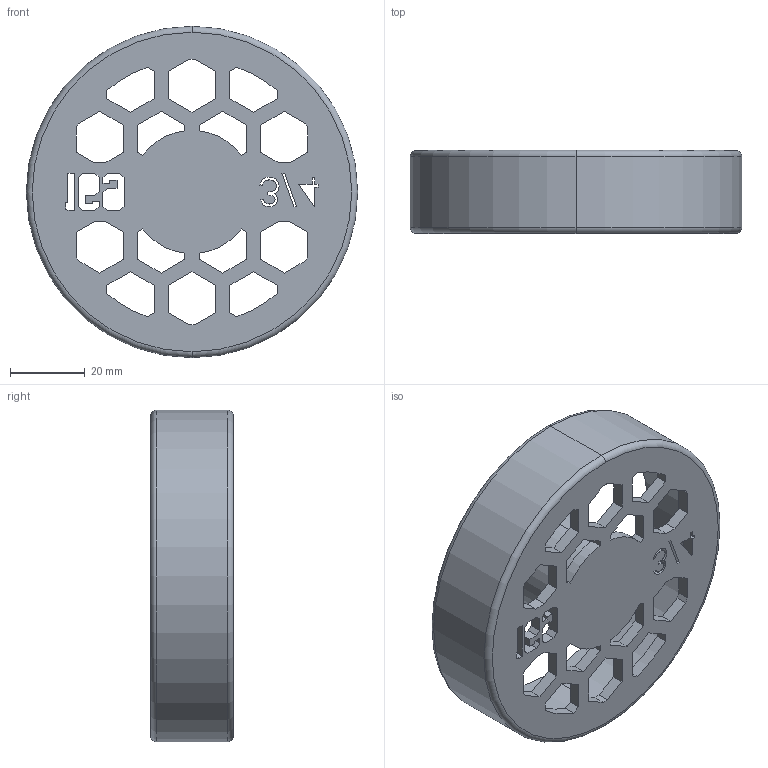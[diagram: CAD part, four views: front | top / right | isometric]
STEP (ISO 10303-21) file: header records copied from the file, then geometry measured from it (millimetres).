
FILE_DESCRIPTION (( 'STEP AP214' ), '1' );
FILE_NAME ('3in_0.750.STEP', '2021-05-03T00:00:31', ( '' ), ( '' ), 'SwSTEP 2.0', 'SolidWorks 2019', '' );
FILE_SCHEMA (( 'AUTOMOTIVE_DESIGN' ));
Length unit declared in the file: inch
Products named in the file (1): 3in_0.750
Bounding box: 88.9 x 22.23 x 88.9 mm (x, y, z)
Volume: 57094.9 mm3; surface area: 23474.1 mm2
Topology: 1 solids, 1 shells, 177 faces, 515 edges, 342 vertices
Faces by surface type: plane 138, cylinder 21, bspline 14, torus 4
Entity records: 6571 total; most frequent: CARTESIAN_POINT 1817, ORIENTED_EDGE 1030, DIRECTION 865, EDGE_CURVE 515, VECTOR 437, LINE 437, VERTEX_POINT 342, EDGE_LOOP 219
